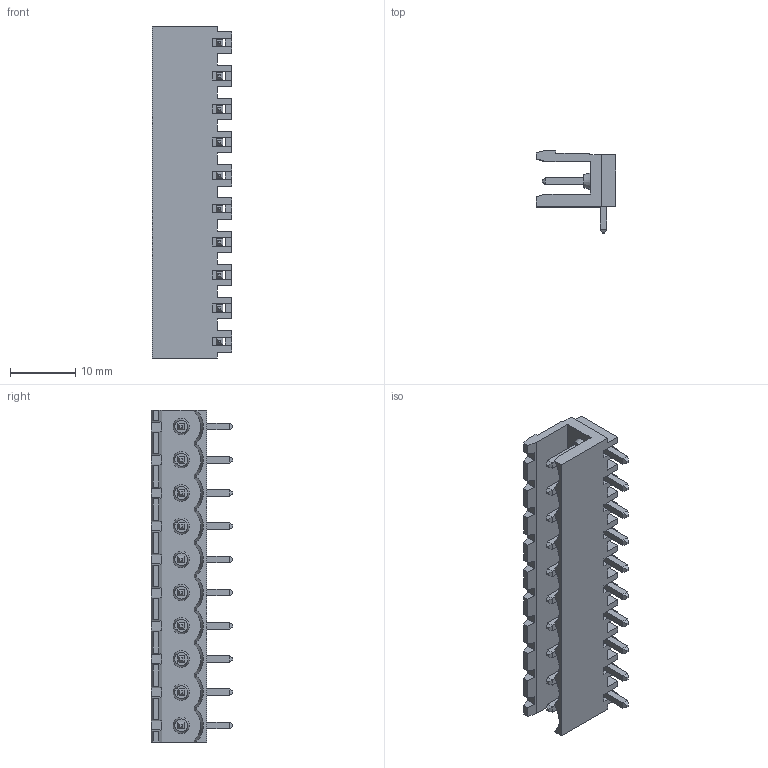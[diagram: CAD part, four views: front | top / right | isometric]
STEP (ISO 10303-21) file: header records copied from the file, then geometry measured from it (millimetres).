
FILE_DESCRIPTION( ( 'STEP AP214' ), '1' );
FILE_NAME( ' ', ' ', ( ' ' ), ( ' ' ), 'PSStep 11.0', 'VISI 17.0', ' ' );
FILE_SCHEMA( ( 'AUTOMOTIVE_DESIGN { 1 0 10303 214 1 1 1 1 }' ) );
Length unit declared in the file: millimetre
Products named in the file (1): 1
Bounding box: 12.2 x 12.5 x 50.8 mm (x, y, z)
Volume: 2219 mm3; surface area: 4268.6 mm2
Topology: 1 solids, 11 shells, 547 faces, 1435 edges, 920 vertices
Faces by surface type: plane 507, cylinder 20, cone 20
Entity records: 20692 total; most frequent: CARTESIAN_POINT 2933, ORIENTED_EDGE 2830, DIRECTION 2561, EDGE_CURVE 1415, LINE 1325, VECTOR 1325, VERTEX_POINT 910, AXIS2_PLACEMENT_3D 618
